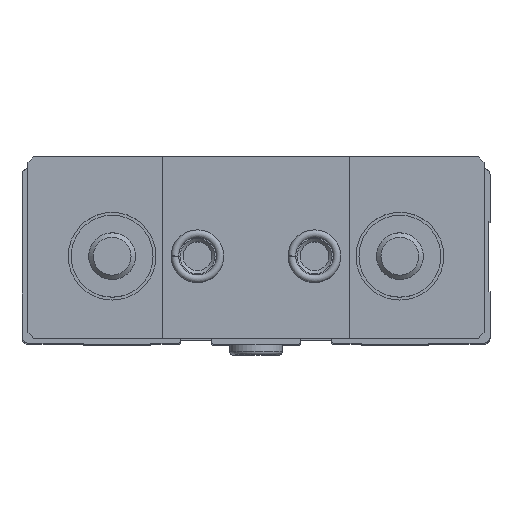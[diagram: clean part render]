
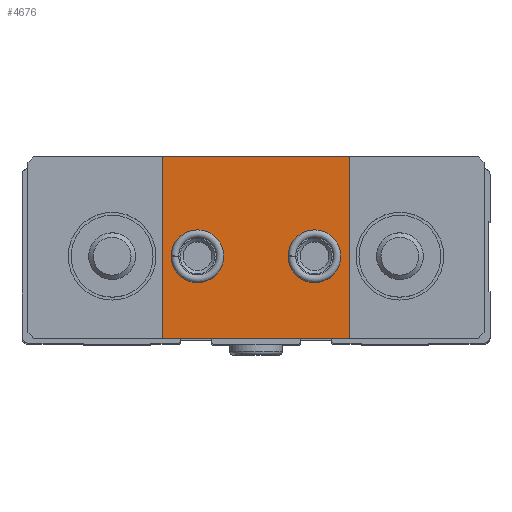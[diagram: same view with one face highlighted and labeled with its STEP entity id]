
A CAD part, top view. The second image highlights one B-rep face of the part: STEP entity #4676.
In plain terms, the highlighted planar face has unit normal (0, 0, 1).
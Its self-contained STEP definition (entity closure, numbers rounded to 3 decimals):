
#508=LINE('',#7804,#814);
#518=LINE('',#7824,#824);
#535=LINE('',#7865,#841);
#536=LINE('',#7866,#842);
#814=VECTOR('',#6357,1000.);
#824=VECTOR('',#6371,1000.);
#841=VECTOR('',#6412,1000.);
#842=VECTOR('',#6413,1000.);
#1673=ORIENTED_EDGE('',*,*,#2502,.F.);
#1674=ORIENTED_EDGE('',*,*,#2503,.F.);
#1675=ORIENTED_EDGE('',*,*,#2480,.T.);
#1676=ORIENTED_EDGE('',*,*,#2504,.T.);
#1677=ORIENTED_EDGE('',*,*,#2470,.T.);
#1678=ORIENTED_EDGE('',*,*,#2505,.T.);
#2470=EDGE_CURVE('',#2978,#2977,#508,.T.);
#2480=EDGE_CURVE('',#2986,#2985,#518,.T.);
#2502=EDGE_CURVE('',#2996,#2996,#3289,.T.);
#2503=EDGE_CURVE('',#2997,#2997,#3290,.T.);
#2504=EDGE_CURVE('',#2985,#2978,#535,.T.);
#2505=EDGE_CURVE('',#2977,#2986,#536,.T.);
#2977=VERTEX_POINT('',#7803);
#2978=VERTEX_POINT('',#7805);
#2985=VERTEX_POINT('',#7823);
#2986=VERTEX_POINT('',#7825);
#2996=VERTEX_POINT('',#7862);
#2997=VERTEX_POINT('',#7864);
#3289=CIRCLE('',#5220,4.5);
#3290=CIRCLE('',#5221,4.5);
#3640=EDGE_LOOP('',(#1673));
#3641=EDGE_LOOP('',(#1674));
#3642=EDGE_LOOP('',(#1675,#1676,#1677,#1678));
#4135=FACE_BOUND('',#3640,.T.);
#4136=FACE_BOUND('',#3641,.T.);
#4137=FACE_BOUND('',#3642,.T.);
#4438=PLANE('',#5219);
#4676=ADVANCED_FACE('',(#4135,#4136,#4137),#4438,.T.);
#5219=AXIS2_PLACEMENT_3D('',#7860,#6406,#6407);
#5220=AXIS2_PLACEMENT_3D('',#7861,#6408,#6409);
#5221=AXIS2_PLACEMENT_3D('',#7863,#6410,#6411);
#6357=DIRECTION('',(-1.,0.,0.));
#6371=DIRECTION('',(1.,0.,0.));
#6406=DIRECTION('',(0.,0.,1.));
#6407=DIRECTION('',(1.,0.,0.));
#6408=DIRECTION('',(0.,0.,1.));
#6409=DIRECTION('',(1.,0.,0.));
#6410=DIRECTION('',(0.,0.,1.));
#6411=DIRECTION('',(1.,0.,0.));
#6412=DIRECTION('',(0.,1.,0.));
#6413=DIRECTION('',(0.,-1.,0.));
#7803=CARTESIAN_POINT('',(-16.,17.,22.));
#7804=CARTESIAN_POINT('',(39.,17.,22.));
#7805=CARTESIAN_POINT('',(16.,17.,22.));
#7823=CARTESIAN_POINT('',(16.,-14.,22.));
#7824=CARTESIAN_POINT('',(-39.,-14.,22.));
#7825=CARTESIAN_POINT('',(-16.,-14.,22.));
#7860=CARTESIAN_POINT('',(0.,0.,22.));
#7861=CARTESIAN_POINT('',(-10.,0.,22.));
#7862=CARTESIAN_POINT('',(-5.5,0.,22.));
#7863=CARTESIAN_POINT('',(10.,0.,22.));
#7864=CARTESIAN_POINT('',(14.5,0.,22.));
#7865=CARTESIAN_POINT('',(16.,0.,22.));
#7866=CARTESIAN_POINT('',(-16.,0.,22.));
